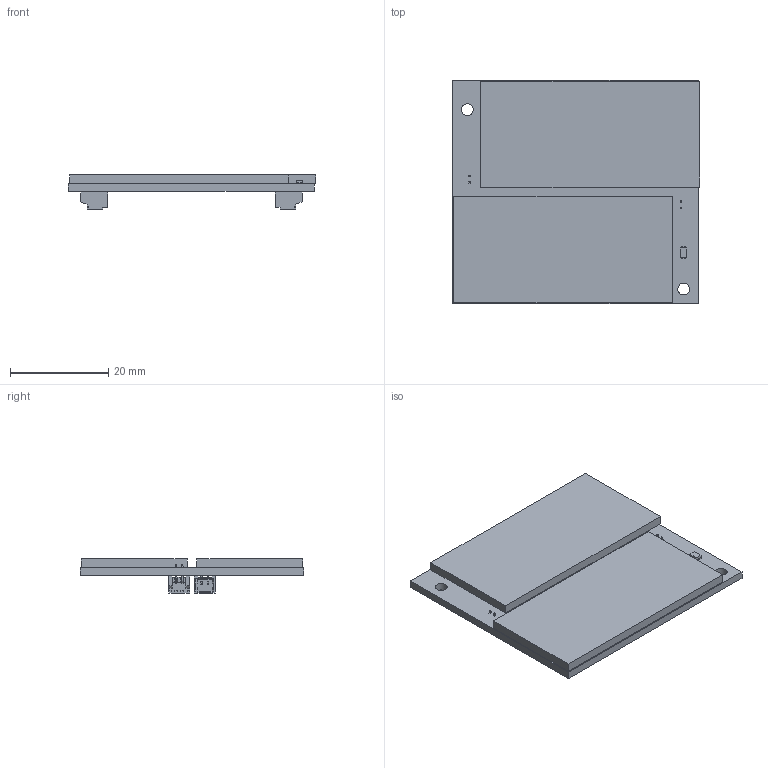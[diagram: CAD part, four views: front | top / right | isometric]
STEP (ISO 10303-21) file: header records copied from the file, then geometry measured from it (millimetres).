
FILE_DESCRIPTION(('for SolidWorks'),'2;1');
FILE_NAME('PV_Panel_Near_LowerHole.step', '2023-11-15T14:54:35',('cdo'),(''),'Open CASCADE STEP processor 6.6', 'DipTrace','Unknown');
FILE_SCHEMA(('AUTOMOTIVE_DESIGN { 1 0 10303 214 1 1 1 1 }'));
Length unit declared in the file: millimetre
Products named in the file (5): PCB_PV_Panel_Near_LowerHole; Board_PV_Panel_Near_LowerHole; CUHS20S40,H3F; 530480210; pq-solar-panel
Assembly tree (6 placements, depth 2):
  PCB_PV_Panel_Near_LowerHole
    Board_PV_Panel_Near_LowerHole
    CUHS20S40,H3F
    530480210  x2
    pq-solar-panel  x2
Bounding box: 50.25 x 45.5 x 6.99 mm (x, y, z)
Volume: 7125.7 mm3; surface area: 9484.8 mm2
Topology: 5 solids, 8 shells, 284 faces, 740 edges, 476 vertices
Faces by surface type: plane 246, bspline 32, cylinder 6
Full cylindrical faces by diameter (mm): 2.4 x2
Entity records: 5728 total; most frequent: CARTESIAN_POINT 1353, ORIENTED_EDGE 852, DIRECTION 732, EDGE_CURVE 426, LINE 402, VECTOR 402, VERTEX_POINT 274, FACE_BOUND 174
